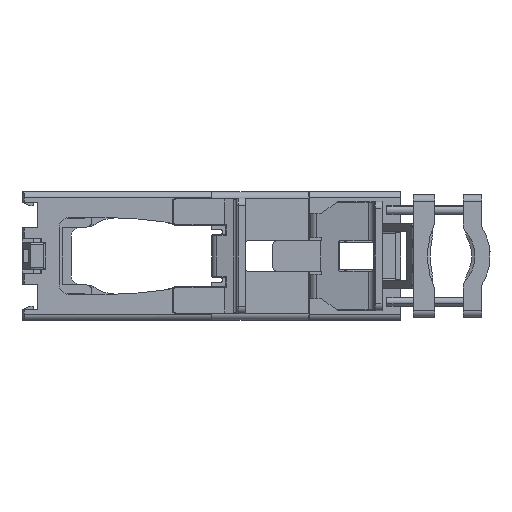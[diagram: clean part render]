
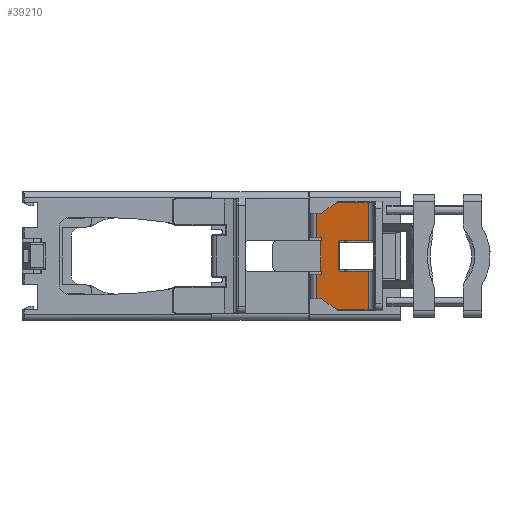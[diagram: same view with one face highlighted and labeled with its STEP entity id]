
A CAD part, left-side view. The second image highlights one B-rep face of the part: STEP entity #39210.
In plain terms, the highlighted planar face has unit normal (-0.978, 0.208, 0).
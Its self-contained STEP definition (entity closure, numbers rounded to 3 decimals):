
#7363=DIRECTION('',(0.208,0.978,0.));
#7364=VECTOR('',#7363,0.301);
#7365=CARTESIAN_POINT('',(-65.15,-79.,5.));
#7366=LINE('',#7365,#7364);
#7456=DIRECTION('',(0.208,0.978,0.));
#7457=VECTOR('',#7456,0.301);
#7458=CARTESIAN_POINT('',(-65.15,-79.,-5.));
#7459=LINE('',#7458,#7457);
#7512=DIRECTION('',(0.,0.,-1.));
#7513=VECTOR('',#7512,10.);
#7514=CARTESIAN_POINT('',(-65.088,-78.706,5.));
#7515=LINE('',#7514,#7513);
#7528=DIRECTION('',(0.208,0.978,0.));
#7529=VECTOR('',#7528,10.64);
#7530=CARTESIAN_POINT('',(-68.385,-94.22,-17.5));
#7531=LINE('',#7530,#7529);
#7532=DIRECTION('',(-0.208,-0.978,0.));
#7533=VECTOR('',#7532,1.66);
#7534=CARTESIAN_POINT('',(-64.805,-77.376,-14.));
#7535=LINE('',#7534,#7533);
#7536=DIRECTION('',(0.,0.,1.));
#7537=VECTOR('',#7536,8.);
#7538=CARTESIAN_POINT('',(-64.805,-77.376,-14.));
#7539=LINE('',#7538,#7537);
#7540=DIRECTION('',(-0.208,-0.978,0.));
#7541=VECTOR('',#7540,1.66);
#7542=CARTESIAN_POINT('',(-64.805,-77.376,-6.));
#7543=LINE('',#7542,#7541);
#7544=DIRECTION('',(0.,0.,-1.));
#7545=VECTOR('',#7544,1.);
#7546=CARTESIAN_POINT('',(-65.15,-79.,-5.));
#7547=LINE('',#7546,#7545);
#7548=DIRECTION('',(0.,0.,-1.));
#7549=VECTOR('',#7548,1.);
#7550=CARTESIAN_POINT('',(-65.15,-79.,6.));
#7551=LINE('',#7550,#7549);
#7552=DIRECTION('',(-0.208,-0.978,0.));
#7553=VECTOR('',#7552,1.66);
#7554=CARTESIAN_POINT('',(-64.805,-77.376,6.));
#7555=LINE('',#7554,#7553);
#7556=DIRECTION('',(0.,0.,1.));
#7557=VECTOR('',#7556,8.);
#7558=CARTESIAN_POINT('',(-64.805,-77.376,6.));
#7559=LINE('',#7558,#7557);
#7560=DIRECTION('',(-0.208,-0.978,0.));
#7561=VECTOR('',#7560,1.66);
#7562=CARTESIAN_POINT('',(-64.805,-77.376,14.));
#7563=LINE('',#7562,#7561);
#7564=DIRECTION('',(-0.208,-0.978,0.));
#7565=VECTOR('',#7564,10.64);
#7566=CARTESIAN_POINT('',(-66.173,-83.813,17.5));
#7567=LINE('',#7566,#7565);
#7568=DIRECTION('',(0.,0.,-1.));
#7569=VECTOR('',#7568,12.5);
#7570=CARTESIAN_POINT('',(-68.385,-94.22,17.5));
#7571=LINE('',#7570,#7569);
#7572=DIRECTION('',(0.208,0.978,0.));
#7573=VECTOR('',#7572,9.426);
#7574=CARTESIAN_POINT('',(-68.385,-94.22,5.));
#7575=LINE('',#7574,#7573);
#7576=CARTESIAN_POINT('',(-66.426,-85.,5.));
#7577=CARTESIAN_POINT('',(-66.391,-84.835,5.));
#7578=CARTESIAN_POINT('',(-66.346,-84.628,
4.875));
#7579=CARTESIAN_POINT('',(-66.319,-84.5,4.669));
#7580=CARTESIAN_POINT('',(-66.319,-84.5,4.5));
#7582=DIRECTION('',(0.,0.,-1.));
#7583=VECTOR('',#7582,9.);
#7584=CARTESIAN_POINT('',(-66.319,-84.5,4.5));
#7585=LINE('',#7584,#7583);
#7586=CARTESIAN_POINT('',(-66.319,-84.5,-4.5));
#7587=CARTESIAN_POINT('',(-66.319,-84.5,-4.669));
#7588=CARTESIAN_POINT('',(-66.346,-84.628,
-4.875));
#7589=CARTESIAN_POINT('',(-66.391,-84.835,-5.));
#7590=CARTESIAN_POINT('',(-66.426,-85.,-5.));
#7592=DIRECTION('',(-0.208,-0.978,0.));
#7593=VECTOR('',#7592,9.426);
#7594=CARTESIAN_POINT('',(-66.426,-85.,-5.));
#7595=LINE('',#7594,#7593);
#7596=DIRECTION('',(0.,0.,-1.));
#7597=VECTOR('',#7596,12.5);
#7598=CARTESIAN_POINT('',(-68.385,-94.22,-5.));
#7599=LINE('',#7598,#7597);
#7610=CARTESIAN_POINT('',(-66.173,-83.813,-17.5));
#7616=DIRECTION('',(-0.169,-0.797,-0.58));
#7617=VECTOR('',#7616,6.038);
#7618=CARTESIAN_POINT('',(-65.15,-79.,-14.));
#7619=LINE('',#7618,#7617);
#8299=CARTESIAN_POINT('',(-66.173,-83.813,17.5));
#8306=DIRECTION('',(0.169,0.797,-0.58));
#8307=VECTOR('',#8306,6.038);
#8308=CARTESIAN_POINT('',(-66.173,-83.813,17.5));
#8309=LINE('',#8308,#8307);
#26872=CARTESIAN_POINT('',(-64.805,-77.376,14.));
#26874=VERTEX_POINT('',#26872);
#26875=CARTESIAN_POINT('',(-64.805,-77.376,-14.));
#26877=VERTEX_POINT('',#26875);
#27113=CARTESIAN_POINT('',(-64.805,-77.376,-6.));
#27114=CARTESIAN_POINT('',(-65.15,-79.,-6.));
#27115=VERTEX_POINT('',#27113);
#27116=VERTEX_POINT('',#27114);
#27117=CARTESIAN_POINT('',(-64.805,-77.376,6.));
#27118=CARTESIAN_POINT('',(-65.15,-79.,6.));
#27119=VERTEX_POINT('',#27117);
#27120=VERTEX_POINT('',#27118);
#27133=CARTESIAN_POINT('',(-65.088,-78.706,5.));
#27134=CARTESIAN_POINT('',(-65.088,-78.706,-5.));
#27135=VERTEX_POINT('',#27133);
#27136=VERTEX_POINT('',#27134);
#27141=CARTESIAN_POINT('',(-65.15,-79.,5.));
#27142=VERTEX_POINT('',#27141);
#27143=CARTESIAN_POINT('',(-65.15,-79.,-5.));
#27144=VERTEX_POINT('',#27143);
#27153=CARTESIAN_POINT('',(-65.15,-79.,14.));
#27154=VERTEX_POINT('',#27153);
#27155=CARTESIAN_POINT('',(-65.15,-79.,-14.));
#27156=VERTEX_POINT('',#27155);
#27612=CARTESIAN_POINT('',(-68.385,-94.22,5.));
#27613=VERTEX_POINT('',#27612);
#27614=CARTESIAN_POINT('',(-68.385,-94.22,-5.));
#27615=VERTEX_POINT('',#27614);
#27628=VERTEX_POINT('',#7576);
#27629=VERTEX_POINT('',#7580);
#27630=CARTESIAN_POINT('',(-66.319,-84.5,-4.5));
#27631=VERTEX_POINT('',#27630);
#27632=VERTEX_POINT('',#7590);
#27634=VERTEX_POINT('',#7610);
#27635=CARTESIAN_POINT('',(-68.385,-94.22,-17.5));
#27636=VERTEX_POINT('',#27635);
#27665=CARTESIAN_POINT('',(-68.385,-94.22,17.5));
#27666=VERTEX_POINT('',#27665);
#27667=VERTEX_POINT('',#8299);
#39162=CARTESIAN_POINT('',(-68.806,-96.2,18.));
#39163=DIRECTION('',(-0.978,0.208,0.));
#39164=DIRECTION('',(0.208,0.978,0.));
#39165=AXIS2_PLACEMENT_3D('',#39162,#39163,#39164);
#39166=PLANE('',#39165);
#39168=ORIENTED_EDGE('',*,*,#39167,.T.);
#39170=ORIENTED_EDGE('',*,*,#39169,.F.);
#39172=ORIENTED_EDGE('',*,*,#39171,.F.);
#39174=ORIENTED_EDGE('',*,*,#39173,.T.);
#39176=ORIENTED_EDGE('',*,*,#39175,.T.);
#39178=ORIENTED_EDGE('',*,*,#39177,.F.);
#39179=ORIENTED_EDGE('',*,*,#39018,.T.);
#39180=ORIENTED_EDGE('',*,*,#39131,.F.);
#39181=ORIENTED_EDGE('',*,*,#38921,.F.);
#39183=ORIENTED_EDGE('',*,*,#39182,.F.);
#39185=ORIENTED_EDGE('',*,*,#39184,.F.);
#39187=ORIENTED_EDGE('',*,*,#39186,.T.);
#39189=ORIENTED_EDGE('',*,*,#39188,.T.);
#39191=ORIENTED_EDGE('',*,*,#39190,.F.);
#39193=ORIENTED_EDGE('',*,*,#39192,.T.);
#39195=ORIENTED_EDGE('',*,*,#39194,.T.);
#39197=ORIENTED_EDGE('',*,*,#39196,.T.);
#39199=ORIENTED_EDGE('',*,*,#39198,.T.);
#39201=ORIENTED_EDGE('',*,*,#39200,.T.);
#39203=ORIENTED_EDGE('',*,*,#39202,.T.);
#39205=ORIENTED_EDGE('',*,*,#39204,.T.);
#39207=ORIENTED_EDGE('',*,*,#39206,.T.);
#39208=EDGE_LOOP('',(#39168,#39170,#39172,#39174,#39176,#39178,#39179,#39180,
#39181,#39183,#39185,#39187,#39189,#39191,#39193,#39195,#39197,#39199,#39201,
#39203,#39205,#39207));
#39209=FACE_OUTER_BOUND('',#39208,.F.);
#39210=ADVANCED_FACE('',(#39209),#39166,.T.);
#7581=B_SPLINE_CURVE_WITH_KNOTS('',3,(#7576,#7577,#7578,#7579,#7580),
.UNSPECIFIED.,.F.,.F.,(4,1,4),(0.,0.5,1.),.UNSPECIFIED.);
#7591=B_SPLINE_CURVE_WITH_KNOTS('',3,(#7586,#7587,#7588,#7589,#7590),
.UNSPECIFIED.,.F.,.F.,(4,1,4),(0.,0.5,1.),.UNSPECIFIED.);
#38921=EDGE_CURVE('',#27142,#27135,#7366,.T.);
#39018=EDGE_CURVE('',#27144,#27136,#7459,.T.);
#39131=EDGE_CURVE('',#27135,#27136,#7515,.T.);
#39167=EDGE_CURVE('',#27636,#27634,#7531,.T.);
#39169=EDGE_CURVE('',#27156,#27634,#7619,.T.);
#39171=EDGE_CURVE('',#26877,#27156,#7535,.T.);
#39173=EDGE_CURVE('',#26877,#27115,#7539,.T.);
#39175=EDGE_CURVE('',#27115,#27116,#7543,.T.);
#39177=EDGE_CURVE('',#27144,#27116,#7547,.T.);
#39182=EDGE_CURVE('',#27120,#27142,#7551,.T.);
#39184=EDGE_CURVE('',#27119,#27120,#7555,.T.);
#39186=EDGE_CURVE('',#27119,#26874,#7559,.T.);
#39188=EDGE_CURVE('',#26874,#27154,#7563,.T.);
#39190=EDGE_CURVE('',#27667,#27154,#8309,.T.);
#39192=EDGE_CURVE('',#27667,#27666,#7567,.T.);
#39194=EDGE_CURVE('',#27666,#27613,#7571,.T.);
#39196=EDGE_CURVE('',#27613,#27628,#7575,.T.);
#39198=EDGE_CURVE('',#27628,#27629,#7581,.T.);
#39200=EDGE_CURVE('',#27629,#27631,#7585,.T.);
#39202=EDGE_CURVE('',#27631,#27632,#7591,.T.);
#39204=EDGE_CURVE('',#27632,#27615,#7595,.T.);
#39206=EDGE_CURVE('',#27615,#27636,#7599,.T.);
